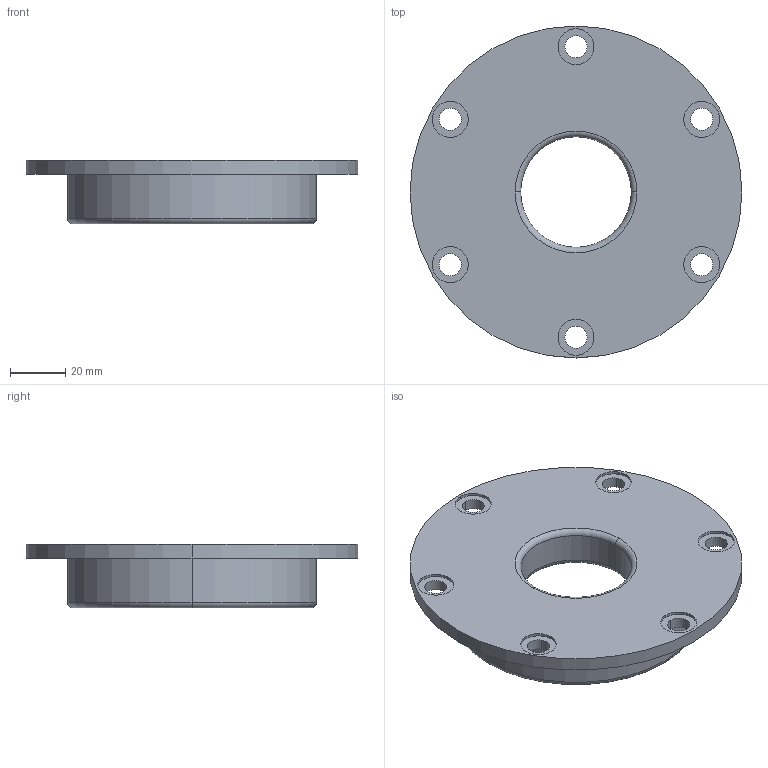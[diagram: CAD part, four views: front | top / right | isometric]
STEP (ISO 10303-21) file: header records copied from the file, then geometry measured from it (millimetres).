
FILE_DESCRIPTION((''),'2;1');
FILE_NAME('_10001','2022-11-17T11:37:09',('-'),('IRISOFT'),'CREO PARAMETRIC BY PTC INC, 2021304','CREO PARAMETRIC BY PTC INC, 2021304','');
FILE_SCHEMA(('AUTOMOTIVE_DESIGN { 1 0 10303 214 1 1 1 1 }'));
Length unit declared in the file: millimetre
Products named in the file (1): _10001
Bounding box: 120 x 120 x 23 mm (x, y, z)
Volume: 118881.5 mm3; surface area: 29964.1 mm2
Topology: 1 solids, 1 shells, 52 faces, 116 edges, 74 vertices
Faces by surface type: cylinder 32, plane 10, torus 10
Entity records: 1743 total; most frequent: DIRECTION 346, CARTESIAN_POINT 271, ORIENTED_EDGE 232, AXIS2_PLACEMENT_3D 152, EDGE_CURVE 116, CIRCLE 84, VERTEX_POINT 74, EDGE_LOOP 74
